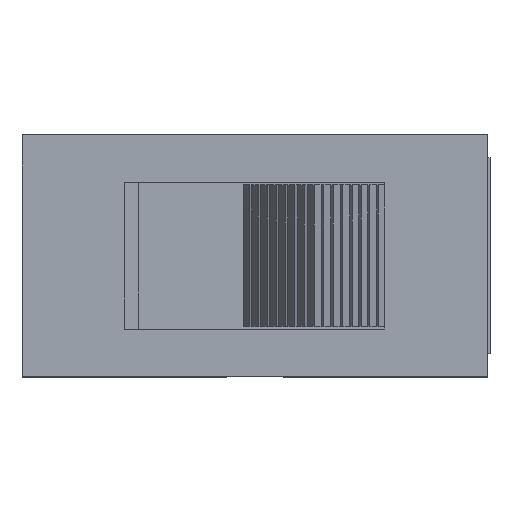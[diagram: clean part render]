
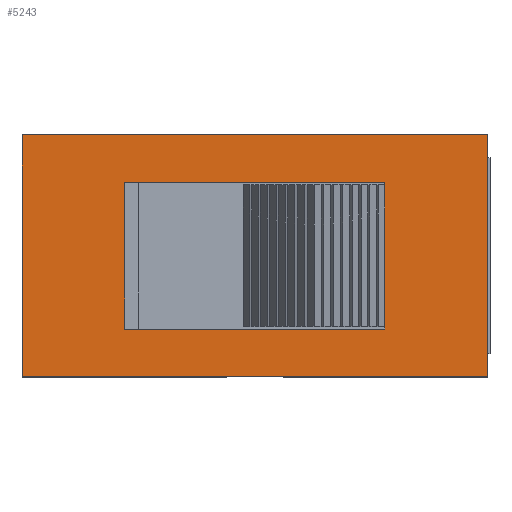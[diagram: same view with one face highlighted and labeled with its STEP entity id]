
A CAD part, top view. The second image highlights one B-rep face of the part: STEP entity #5243.
In plain terms, the highlighted planar face has unit normal (0, 0, 1).
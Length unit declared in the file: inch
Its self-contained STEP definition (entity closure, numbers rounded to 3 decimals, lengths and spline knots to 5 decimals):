
#2109=CARTESIAN_POINT('',(0.13976,0.07598,0.25));
#2110=VERTEX_POINT('',#2109);
#2111=CARTESIAN_POINT('',(0.13976,-0.07598,0.25));
#2112=VERTEX_POINT('',#2111);
#2113=CARTESIAN_POINT('',(0.13976,0.07598,0.25));
#2114=DIRECTION('',(0.0,-1.0,0.0));
#2115=VECTOR('',#2114,0.15197);
#2116=LINE('',#2113,#2115);
#2117=EDGE_CURVE('',#2110,#2112,#2116,.T.);
#3810=CARTESIAN_POINT('',(0.13976,0.07874,0.25));
#3811=VERTEX_POINT('',#3810);
#3812=CARTESIAN_POINT('',(0.13976,0.07874,0.25));
#3813=DIRECTION('',(0.0,-1.0,0.0));
#3814=VECTOR('',#3813,0.00276);
#3815=LINE('',#3812,#3814);
#3816=EDGE_CURVE('',#3811,#2110,#3815,.T.);
#3835=CARTESIAN_POINT('',(0.13976,-0.07874,0.25));
#3836=VERTEX_POINT('',#3835);
#3843=CARTESIAN_POINT('',(0.13976,-0.07598,0.25));
#3844=DIRECTION('',(0.0,-1.0,0.0));
#3845=VECTOR('',#3844,0.00276);
#3846=LINE('',#3843,#3845);
#3847=EDGE_CURVE('',#2112,#3836,#3846,.T.);
#4069=CARTESIAN_POINT('',(0.25,0.12992,0.25));
#4070=VERTEX_POINT('',#4069);
#4077=CARTESIAN_POINT('',(0.25,-0.12992,0.25));
#4078=VERTEX_POINT('',#4077);
#4079=CARTESIAN_POINT('',(0.25,0.12992,0.25));
#4080=DIRECTION('',(0.0,-1.0,0.0));
#4081=VECTOR('',#4080,0.25984);
#4082=LINE('',#4079,#4081);
#4083=EDGE_CURVE('',#4070,#4078,#4082,.T.);
#5186=CARTESIAN_POINT('',(-0.275,-0.14291,0.25));
#5187=DIRECTION('',(0.0,0.0,1.0));
#5188=DIRECTION('',(1.0,0.0,0.0));
#5189=AXIS2_PLACEMENT_3D('',#5186,#5187,#5188);
#5190=PLANE('',#5189);
#5191=CARTESIAN_POINT('',(-0.25,-0.12992,0.25));
#5192=VERTEX_POINT('',#5191);
#5193=CARTESIAN_POINT('',(-0.25,0.12992,0.25));
#5194=VERTEX_POINT('',#5193);
#5195=CARTESIAN_POINT('',(-0.25,-0.12992,0.25));
#5196=DIRECTION('',(0.0,1.0,0.0));
#5197=VECTOR('',#5196,0.25984);
#5198=LINE('',#5195,#5197);
#5199=EDGE_CURVE('',#5192,#5194,#5198,.T.);
#5200=ORIENTED_EDGE('',*,*,#5199,.F.);
#5201=CARTESIAN_POINT('',(0.25,-0.12992,0.25));
#5202=DIRECTION('',(-1.0,0.0,0.0));
#5203=VECTOR('',#5202,0.5);
#5204=LINE('',#5201,#5203);
#5205=EDGE_CURVE('',#4078,#5192,#5204,.T.);
#5206=ORIENTED_EDGE('',*,*,#5205,.F.);
#5207=ORIENTED_EDGE('',*,*,#4083,.F.);
#5208=CARTESIAN_POINT('',(-0.25,0.12992,0.25));
#5209=DIRECTION('',(1.0,0.0,0.0));
#5210=VECTOR('',#5209,0.5);
#5211=LINE('',#5208,#5210);
#5212=EDGE_CURVE('',#5194,#4070,#5211,.T.);
#5213=ORIENTED_EDGE('',*,*,#5212,.F.);
#5214=EDGE_LOOP('',(#5200,#5206,#5207,#5213));
#5215=FACE_OUTER_BOUND('',#5214,.T.);
#5216=ORIENTED_EDGE('',*,*,#3816,.T.);
#5217=ORIENTED_EDGE('',*,*,#2117,.T.);
#5218=ORIENTED_EDGE('',*,*,#3847,.T.);
#5219=CARTESIAN_POINT('',(-0.13976,-0.07874,0.25));
#5220=VERTEX_POINT('',#5219);
#5221=CARTESIAN_POINT('',(0.13976,-0.07874,0.25));
#5222=DIRECTION('',(-1.0,0.0,0.0));
#5223=VECTOR('',#5222,0.27953);
#5224=LINE('',#5221,#5223);
#5225=EDGE_CURVE('',#3836,#5220,#5224,.T.);
#5226=ORIENTED_EDGE('',*,*,#5225,.T.);
#5227=CARTESIAN_POINT('',(-0.13976,0.07874,0.25));
#5228=VERTEX_POINT('',#5227);
#5229=CARTESIAN_POINT('',(-0.13976,-0.07874,0.25));
#5230=DIRECTION('',(0.0,1.0,0.0));
#5231=VECTOR('',#5230,0.15748);
#5232=LINE('',#5229,#5231);
#5233=EDGE_CURVE('',#5220,#5228,#5232,.T.);
#5234=ORIENTED_EDGE('',*,*,#5233,.T.);
#5235=CARTESIAN_POINT('',(-0.13976,0.07874,0.25));
#5236=DIRECTION('',(1.0,0.0,0.0));
#5237=VECTOR('',#5236,0.27953);
#5238=LINE('',#5235,#5237);
#5239=EDGE_CURVE('',#5228,#3811,#5238,.T.);
#5240=ORIENTED_EDGE('',*,*,#5239,.T.);
#5241=EDGE_LOOP('',(#5216,#5217,#5218,#5226,#5234,#5240));
#5242=FACE_BOUND('',#5241,.T.);
#5243=ADVANCED_FACE('',(#5215,#5242),#5190,.T.);
